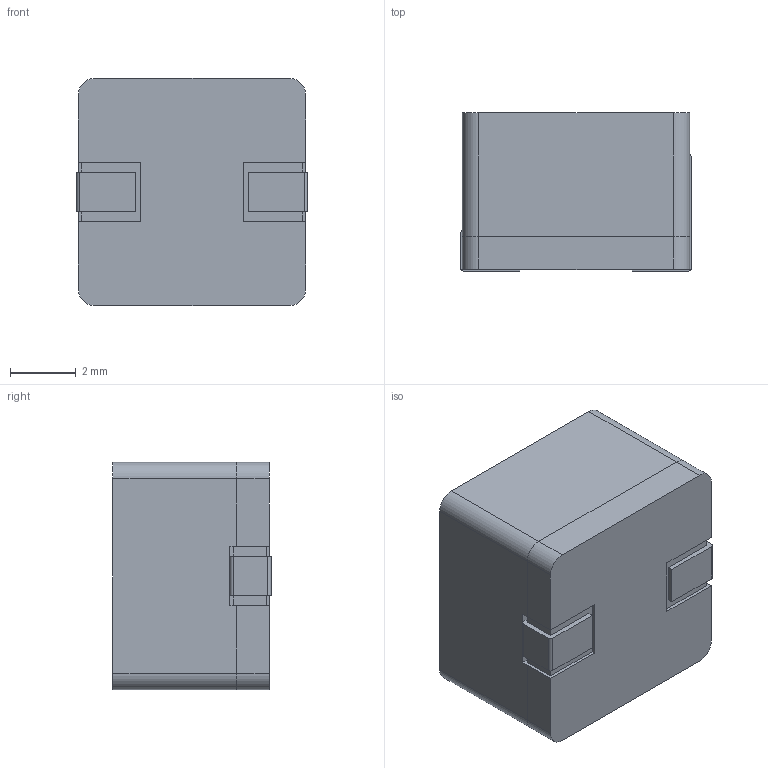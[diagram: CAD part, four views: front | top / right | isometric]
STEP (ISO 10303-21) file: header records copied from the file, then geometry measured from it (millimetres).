
FILE_DESCRIPTION (( 'STEP AP214' ), '1' );
FILE_NAME ('744314330.STEP', '2022-09-06T11:17:24', ( '' ), ( '' ), 'SwSTEP 2.0', 'SolidWorks 2018', '' );
FILE_SCHEMA (( 'AUTOMOTIVE_DESIGN' ));
Length unit declared in the file: millimetre
Products named in the file (1): 744314330
Bounding box: 7 x 4.8 x 6.9 mm (x, y, z)
Volume: 225.1 mm3; surface area: 227.5 mm2
Topology: 1 solids, 1 shells, 58 faces, 168 edges, 112 vertices
Faces by surface type: plane 46, cylinder 12
Entity records: 2568 total; most frequent: CARTESIAN_POINT 339, ORIENTED_EDGE 336, DIRECTION 310, EDGE_CURVE 168, VECTOR 144, LINE 144, VERTEX_POINT 112, AXIS2_PLACEMENT_3D 83
